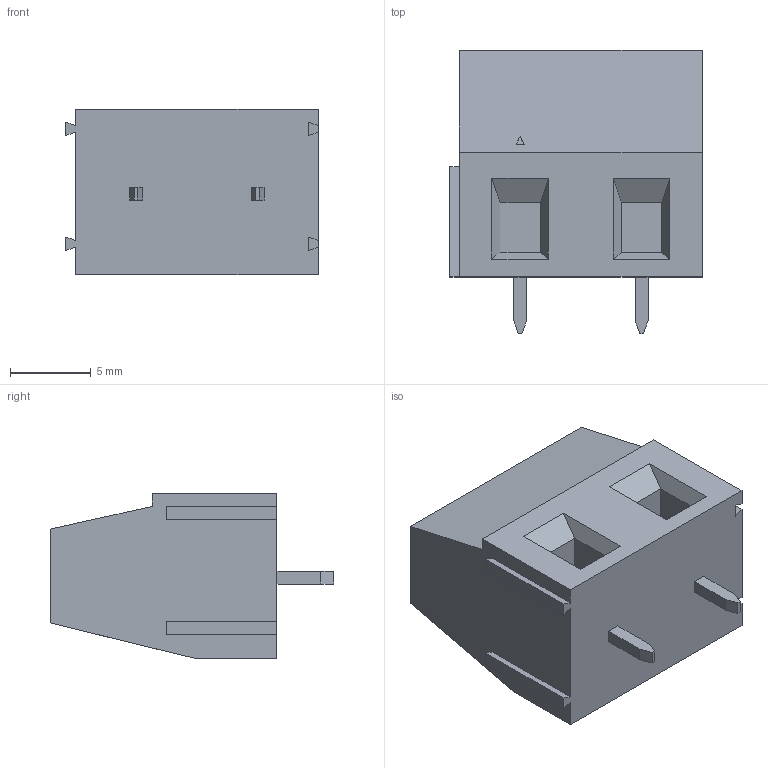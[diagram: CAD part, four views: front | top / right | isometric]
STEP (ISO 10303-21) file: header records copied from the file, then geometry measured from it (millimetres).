
FILE_DESCRIPTION (( 'STEP AP214' ), '1' );
FILE_NAME ('DG128-7.5-02P-14-00AH.STEP', '2021-01-11T20:54:25', ( '' ), ( '' ), 'SwSTEP 2.0', 'SolidWorks 2020', '' );
FILE_SCHEMA (( 'AUTOMOTIVE_DESIGN' ));
Length unit declared in the file: millimetre
Products named in the file (1): DG128-7.5-02P-14-00AH
Bounding box: 15.6 x 17.5 x 10.2 mm (x, y, z)
Volume: 1678.9 mm3; surface area: 1283.3 mm2
Topology: 1 solids, 1 shells, 387 faces, 1025 edges, 676 vertices
Faces by surface type: plane 214, bspline 151, cylinder 12, torus 10
Entity records: 22647 total; most frequent: CARTESIAN_POINT 10696, ORIENTED_EDGE 2050, DIRECTION 1249, EDGE_CURVE 1025, VERTEX_POINT 676, LINE 663, VECTOR 663, EDGE_LOOP 423
